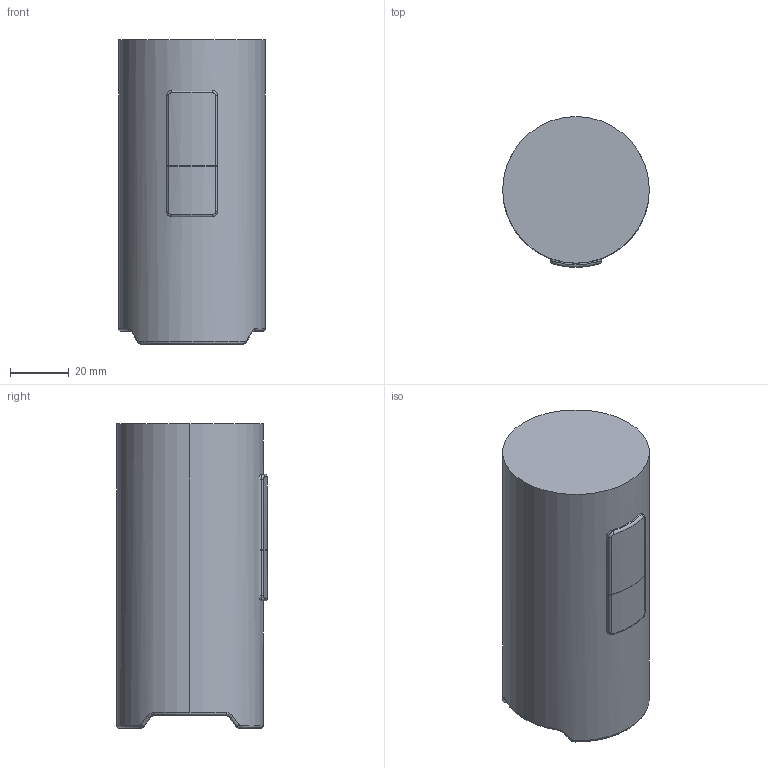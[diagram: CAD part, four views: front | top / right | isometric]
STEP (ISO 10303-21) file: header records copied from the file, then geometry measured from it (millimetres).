
FILE_DESCRIPTION (( 'STEP AP203' ), '1' );
FILE_NAME ('FCamera_Default_sldprt.STEP', '2020-08-14T00:47:40', ( '' ), ( '' ), 'SwSTEP 2.0', 'SolidWorks 2017', '' );
FILE_SCHEMA (( 'CONFIG_CONTROL_DESIGN' ));
Length unit declared in the file: millimetre
Products named in the file (1): FCamera_Default_sldprt
Bounding box: 50 x 51.38 x 103.79 mm (x, y, z)
Volume: 186366.2 mm3; surface area: 21245.2 mm2
Topology: 1 solids, 1 shells, 78 faces, 182 edges, 108 vertices
Faces by surface type: bspline 28, cylinder 20, plane 18, torus 10, cone 2
Entity records: 3113 total; most frequent: CARTESIAN_POINT 1445, ORIENTED_EDGE 364, DIRECTION 302, EDGE_CURVE 182, AXIS2_PLACEMENT_3D 129, VERTEX_POINT 108, EDGE_LOOP 80, CIRCLE 78
